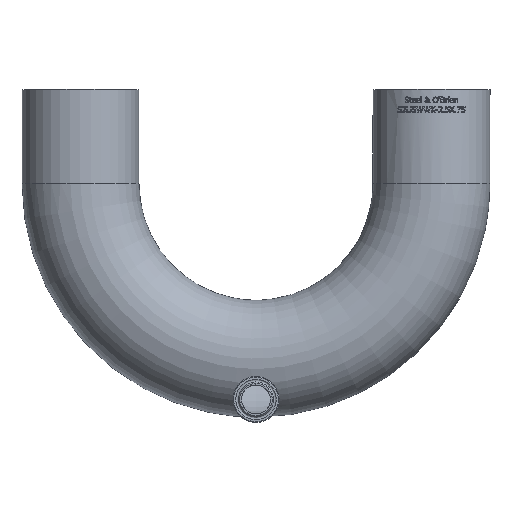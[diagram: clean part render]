
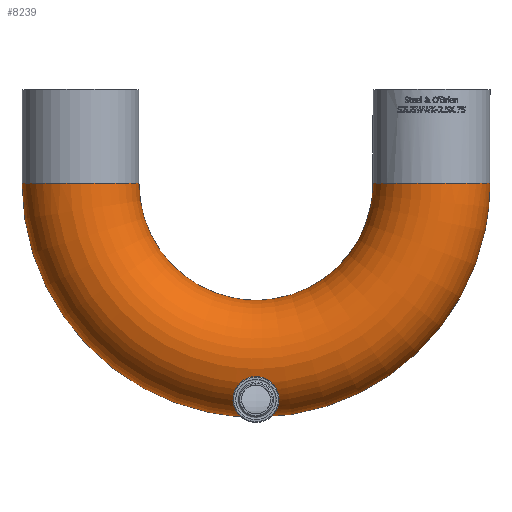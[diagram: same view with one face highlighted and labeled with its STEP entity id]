
A CAD part, top view. The second image highlights one B-rep face of the part: STEP entity #8239.
In plain terms, the highlighted toroidal (fillet/blend) face has major radius 95.25 mm and minor radius 31.75 mm.
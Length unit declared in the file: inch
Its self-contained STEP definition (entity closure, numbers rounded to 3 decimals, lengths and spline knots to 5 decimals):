
#22=TOROIDAL_SURFACE('',#8761,3.75,1.25);
#164=FACE_BOUND('',#1545,.T.);
#165=FACE_BOUND('',#1546,.T.);
#1022=FACE_OUTER_BOUND('',#1544,.T.);
#1544=EDGE_LOOP('',(#7681));
#1545=EDGE_LOOP('',(#7682));
#1546=EDGE_LOOP('',(#7683));
#1716=CIRCLE('',#8708,1.25);
#1738=CIRCLE('',#8758,1.25);
#3219=B_SPLINE_CURVE_WITH_KNOTS('',3,(#18037,#18038,#18039,#18040,#18041,
#18042,#18043,#18044,#18045,#18046,#18047,#18048,#18049,#18050,#18051,#18052,
#18053,#18054,#18055,#18056,#18057,#18058,#18059,#18060,#18061,#18062,#18063,
#18064,#18065,#18066,#18067,#18068,#18069,#18070,#18071,#18072,#18073,#18074),
 .UNSPECIFIED.,.T.,.F.,(4,2,2,2,2,2,2,2,2,2,2,2,2,2,2,2,2,2,4),(-0.00228,
0.,1.36785,2.60766,3.12628,3.48178,3.83356,
4.3057,4.76993,5.22173,5.67352,6.13775,
6.60989,6.96167,7.31717,7.83579,9.0756,
10.44345,10.44573),.UNSPECIFIED.);
#4013=VERTEX_POINT('',#17931);
#4034=VERTEX_POINT('',#18036);
#4037=VERTEX_POINT('',#18085);
#5228=EDGE_CURVE('',#4013,#4013,#1716,.T.);
#5249=EDGE_CURVE('',#4034,#4034,#3219,.T.);
#5252=EDGE_CURVE('',#4037,#4037,#1738,.T.);
#7681=ORIENTED_EDGE('',*,*,#5228,.F.);
#7682=ORIENTED_EDGE('',*,*,#5249,.F.);
#7683=ORIENTED_EDGE('',*,*,#5252,.F.);
#8239=ADVANCED_FACE('',(#1022,#164,#165),#22,.T.);
#8708=AXIS2_PLACEMENT_3D('',#17932,#10226,#10227);
#8758=AXIS2_PLACEMENT_3D('',#18086,#10326,#10327);
#8761=AXIS2_PLACEMENT_3D('',#18090,#10332,#10333);
#10226=DIRECTION('center_axis',(0.,1.,0.));
#10227=DIRECTION('ref_axis',(-1.,0.,0.));
#10326=DIRECTION('center_axis',(0.,1.,0.));
#10327=DIRECTION('ref_axis',(1.,0.,0.));
#10332=DIRECTION('center_axis',(0.,0.,
1.));
#10333=DIRECTION('ref_axis',(-1.,0.,0.));
#17931=CARTESIAN_POINT('',(5.,0.72138,0.));
#17932=CARTESIAN_POINT('Origin',(3.75,0.72138,0.));
#18036=CARTESIAN_POINT('',(0.,-4.27862,0.));
#18037=CARTESIAN_POINT('Ctrl Pts',(0.,-4.27862,
0.));
#18038=CARTESIAN_POINT('Ctrl Pts',(0.00015,-4.27862,
0.00026));
#18039=CARTESIAN_POINT('Ctrl Pts',(0.0003,-4.27862,
0.00052));
#18040=CARTESIAN_POINT('Ctrl Pts',(0.08928,-4.27851,
0.15676));
#18041=CARTESIAN_POINT('Ctrl Pts',(0.17529,-4.24688,
0.30801));
#18042=CARTESIAN_POINT('Ctrl Pts',(0.30455,-4.13684,
0.57692));
#18043=CARTESIAN_POINT('Ctrl Pts',(0.34775,-4.06582,
0.68977));
#18044=CARTESIAN_POINT('Ctrl Pts',(0.37324,-3.95335,0.82603));
#18045=CARTESIAN_POINT('Ctrl Pts',(0.37666,-3.91743,
0.86481));
#18046=CARTESIAN_POINT('Ctrl Pts',(0.37257,-3.85369,
0.92619));
#18047=CARTESIAN_POINT('Ctrl Pts',(0.36815,-3.82691,
0.95002));
#18048=CARTESIAN_POINT('Ctrl Pts',(0.35261,-3.77295,
0.99446));
#18049=CARTESIAN_POINT('Ctrl Pts',(0.34159,-3.74594,
1.01499));
#18050=CARTESIAN_POINT('Ctrl Pts',(0.30675,-3.68411,
1.05866));
#18051=CARTESIAN_POINT('Ctrl Pts',(0.28026,-3.65052,1.07977));
#18052=CARTESIAN_POINT('Ctrl Pts',(0.21386,-3.59249,
1.1135));
#18053=CARTESIAN_POINT('Ctrl Pts',(0.17525,-3.56891,
1.12575));
#18054=CARTESIAN_POINT('Ctrl Pts',(0.0903,-3.53691,1.14181));
#18055=CARTESIAN_POINT('Ctrl Pts',(0.04544,-3.52862,
1.14564));
#18056=CARTESIAN_POINT('Ctrl Pts',(-0.04544,-3.52862,
1.14564));
#18057=CARTESIAN_POINT('Ctrl Pts',(-0.0903,-3.53691,
1.14181));
#18058=CARTESIAN_POINT('Ctrl Pts',(-0.17525,-3.56891,
1.12575));
#18059=CARTESIAN_POINT('Ctrl Pts',(-0.21386,-3.59249,
1.1135));
#18060=CARTESIAN_POINT('Ctrl Pts',(-0.28026,-3.65052,
1.07977));
#18061=CARTESIAN_POINT('Ctrl Pts',(-0.30675,-3.68411,
1.05866));
#18062=CARTESIAN_POINT('Ctrl Pts',(-0.34159,-3.74594,
1.01499));
#18063=CARTESIAN_POINT('Ctrl Pts',(-0.35261,-3.77295,
0.99446));
#18064=CARTESIAN_POINT('Ctrl Pts',(-0.36815,-3.82691,
0.95002));
#18065=CARTESIAN_POINT('Ctrl Pts',(-0.37257,-3.85369,
0.92619));
#18066=CARTESIAN_POINT('Ctrl Pts',(-0.37666,-3.91743,
0.86481));
#18067=CARTESIAN_POINT('Ctrl Pts',(-0.37324,-3.95335,
0.82603));
#18068=CARTESIAN_POINT('Ctrl Pts',(-0.34775,-4.06582,
0.68977));
#18069=CARTESIAN_POINT('Ctrl Pts',(-0.30455,-4.13684,
0.57692));
#18070=CARTESIAN_POINT('Ctrl Pts',(-0.17529,-4.24688,
0.30801));
#18071=CARTESIAN_POINT('Ctrl Pts',(-0.08928,-4.27851,
0.15676));
#18072=CARTESIAN_POINT('Ctrl Pts',(-0.0003,-4.27862,
0.00052));
#18073=CARTESIAN_POINT('Ctrl Pts',(-0.00015,-4.27862,
0.00026));
#18074=CARTESIAN_POINT('Ctrl Pts',(0.,-4.27862,
0.));
#18085=CARTESIAN_POINT('',(-3.75,0.72138,-1.25));
#18086=CARTESIAN_POINT('Origin',(-3.75,0.72138,0.));
#18090=CARTESIAN_POINT('Origin',(0.,0.72138,
0.));
